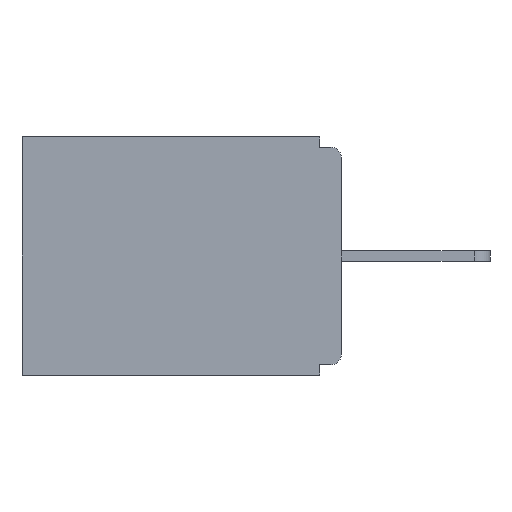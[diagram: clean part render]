
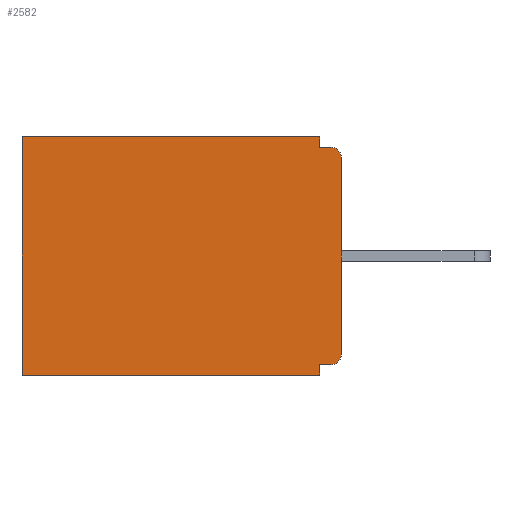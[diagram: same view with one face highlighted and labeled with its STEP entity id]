
A CAD part, left-side view. The second image highlights one B-rep face of the part: STEP entity #2582.
In plain terms, the highlighted planar face has unit normal (-1, 0, 0).
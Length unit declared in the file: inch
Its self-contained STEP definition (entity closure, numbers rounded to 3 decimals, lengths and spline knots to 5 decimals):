
#93 = CARTESIAN_POINT ( 'NONE',  ( 0.298, 0., -0.015 ) ) ;
#767 = CARTESIAN_POINT ( 'NONE',  ( 0.298, 0., -0.343 ) ) ;
#1181 = ORIENTED_EDGE ( 'NONE', *, *, #2129, .F. ) ;
#1486 = VERTEX_POINT ( 'NONE', #17961 ) ;
#1657 = LINE ( 'NONE', #13543, #2183 ) ;
#1659 = VERTEX_POINT ( 'NONE', #15727 ) ;
#1779 = DIRECTION ( 'NONE',  ( 0., -1., 0. ) ) ;
#1793 = CARTESIAN_POINT ( 'NONE',  ( 0.298, 0.031, -0.343 ) ) ;
#1873 = EDGE_CURVE ( 'NONE', #15233, #15699, #11188, .T. ) ;
#1904 = EDGE_CURVE ( 'NONE', #13737, #9355, #6093, .T. ) ;
#1933 = DIRECTION ( 'NONE',  ( 0., 0., -1. ) ) ;
#2129 = EDGE_CURVE ( 'NONE', #1659, #19285, #18210, .T. ) ;
#2183 = VECTOR ( 'NONE', #2455, 39.37008 ) ;
#2455 = DIRECTION ( 'NONE',  ( 0., 0., -1. ) ) ;
#2582 = ADVANCED_FACE ( 'NONE', ( #11192 ), #7317, .F. ) ;
#2650 = ORIENTED_EDGE ( 'NONE', *, *, #13687, .F. ) ;
#2898 = AXIS2_PLACEMENT_3D ( 'NONE', #9617, #20375, #11160 ) ;
#3905 = ORIENTED_EDGE ( 'NONE', *, *, #6012, .F. ) ;
#4255 = CARTESIAN_POINT ( 'NONE',  ( 0.298, 0.031, -0.015 ) ) ;
#4412 = ORIENTED_EDGE ( 'NONE', *, *, #11051, .T. ) ;
#5162 = VERTEX_POINT ( 'NONE', #16635 ) ;
#5220 = ORIENTED_EDGE ( 'NONE', *, *, #19085, .T. ) ;
#5800 = CARTESIAN_POINT ( 'NONE',  ( 0.298, 0.031, 0. ) ) ;
#5849 = VECTOR ( 'NONE', #6119, 39.37008 ) ;
#6012 = EDGE_CURVE ( 'NONE', #19285, #6684, #14186, .T. ) ;
#6093 = LINE ( 'NONE', #1793, #17975 ) ;
#6119 = DIRECTION ( 'NONE',  ( 0., 0., -1. ) ) ;
#6204 = CARTESIAN_POINT ( 'NONE',  ( 0.298, 0., -0.313 ) ) ;
#6213 = CARTESIAN_POINT ( 'NONE',  ( 0.298, 0.031, -0.328 ) ) ;
#6294 = VERTEX_POINT ( 'NONE', #14380 ) ;
#6684 = VERTEX_POINT ( 'NONE', #11038 ) ;
#7242 = AXIS2_PLACEMENT_3D ( 'NONE', #12228, #7315, #9474 ) ;
#7315 = DIRECTION ( 'NONE',  ( 1., 0., 0. ) ) ;
#7317 = PLANE ( 'NONE',  #7242 ) ;
#7704 = EDGE_LOOP ( 'NONE', ( #18151, #12288, #9031, #4412, #5220, #2650, #3905, #1181, #13137, #10178 ) ) ;
#7705 = VECTOR ( 'NONE', #10358, 39.37008 ) ;
#8065 = DIRECTION ( 'NONE',  ( -1., 0., 0. ) ) ;
#8166 = CARTESIAN_POINT ( 'NONE',  ( 0.298, 0., -0.328 ) ) ;
#8581 = DIRECTION ( 'NONE',  ( 0., 1., 0. ) ) ;
#9031 = ORIENTED_EDGE ( 'NONE', *, *, #1904, .F. ) ;
#9355 = VERTEX_POINT ( 'NONE', #4255 ) ;
#9474 = DIRECTION ( 'NONE',  ( 0., 0., -1. ) ) ;
#9617 = CARTESIAN_POINT ( 'NONE',  ( 0.298, 0.015, -0.03 ) ) ;
#9679 = CARTESIAN_POINT ( 'NONE',  ( 0.298, 0., 0. ) ) ;
#10178 = ORIENTED_EDGE ( 'NONE', *, *, #1873, .F. ) ;
#10358 = DIRECTION ( 'NONE',  ( 0., 1., 0. ) ) ;
#10581 = CIRCLE ( 'NONE', #2898, 0.015 ) ;
#10709 = VECTOR ( 'NONE', #1933, 39.37008 ) ;
#11038 = CARTESIAN_POINT ( 'NONE',  ( 0.298, 0.031, -0.343 ) ) ;
#11051 = EDGE_CURVE ( 'NONE', #13737, #1486, #16851, .T. ) ;
#11160 = DIRECTION ( 'NONE',  ( 0., 0., -1. ) ) ;
#11188 = LINE ( 'NONE', #17841, #10709 ) ;
#11192 = FACE_OUTER_BOUND ( 'NONE', #7704, .T. ) ;
#12228 = CARTESIAN_POINT ( 'NONE',  ( 0.298, 0., 0. ) ) ;
#12288 = ORIENTED_EDGE ( 'NONE', *, *, #14071, .F. ) ;
#12721 = VECTOR ( 'NONE', #18944, 39.37008 ) ;
#13137 = ORIENTED_EDGE ( 'NONE', *, *, #15843, .T. ) ;
#13543 = CARTESIAN_POINT ( 'NONE',  ( 0.298, 0.46, 0. ) ) ;
#13687 = EDGE_CURVE ( 'NONE', #6684, #6294, #15084, .T. ) ;
#13737 = VERTEX_POINT ( 'NONE', #5800 ) ;
#14071 = EDGE_CURVE ( 'NONE', #9355, #5162, #19561, .T. ) ;
#14181 = VECTOR ( 'NONE', #8581, 39.37008 ) ;
#14186 = LINE ( 'NONE', #20132, #5849 ) ;
#14380 = CARTESIAN_POINT ( 'NONE',  ( 0.298, 0.46, -0.343 ) ) ;
#14509 = CIRCLE ( 'NONE', #19245, 0.015 ) ;
#15084 = LINE ( 'NONE', #767, #7705 ) ;
#15230 = EDGE_CURVE ( 'NONE', #15233, #5162, #10581, .T. ) ;
#15233 = VERTEX_POINT ( 'NONE', #17354 ) ;
#15529 = VECTOR ( 'NONE', #1779, 39.37008 ) ;
#15699 = VERTEX_POINT ( 'NONE', #6204 ) ;
#15727 = CARTESIAN_POINT ( 'NONE',  ( 0.298, 0.015, -0.328 ) ) ;
#15843 = EDGE_CURVE ( 'NONE', #1659, #15699, #14509, .T. ) ;
#16635 = CARTESIAN_POINT ( 'NONE',  ( 0.298, 0.015, -0.015 ) ) ;
#16851 = LINE ( 'NONE', #9679, #12721 ) ;
#17354 = CARTESIAN_POINT ( 'NONE',  ( 0.298, 0., -0.03 ) ) ;
#17395 = CARTESIAN_POINT ( 'NONE',  ( 0.298, 0.015, -0.313 ) ) ;
#17841 = CARTESIAN_POINT ( 'NONE',  ( 0.298, 0., 0. ) ) ;
#17863 = DIRECTION ( 'NONE',  ( 0., 0., -1. ) ) ;
#17961 = CARTESIAN_POINT ( 'NONE',  ( 0.298, 0.46, 0. ) ) ;
#17975 = VECTOR ( 'NONE', #17863, 39.37008 ) ;
#18151 = ORIENTED_EDGE ( 'NONE', *, *, #15230, .T. ) ;
#18210 = LINE ( 'NONE', #8166, #14181 ) ;
#18931 = DIRECTION ( 'NONE',  ( 0., 0., -1. ) ) ;
#18944 = DIRECTION ( 'NONE',  ( 0., 1., 0. ) ) ;
#19085 = EDGE_CURVE ( 'NONE', #1486, #6294, #1657, .T. ) ;
#19245 = AXIS2_PLACEMENT_3D ( 'NONE', #17395, #8065, #18931 ) ;
#19285 = VERTEX_POINT ( 'NONE', #6213 ) ;
#19561 = LINE ( 'NONE', #93, #15529 ) ;
#20132 = CARTESIAN_POINT ( 'NONE',  ( 0.298, 0.031, -0.343 ) ) ;
#20375 = DIRECTION ( 'NONE',  ( -1., 0., 0. ) ) ;
